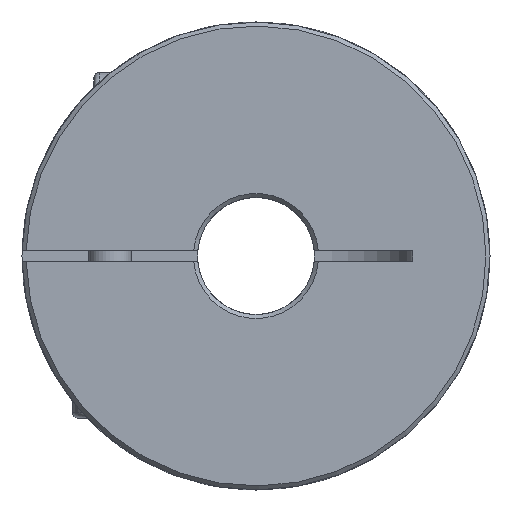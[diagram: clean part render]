
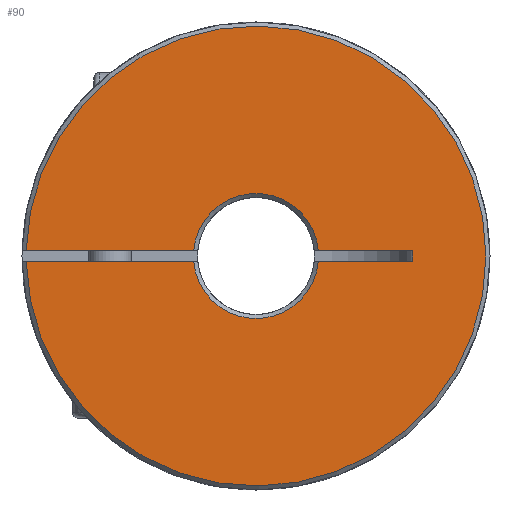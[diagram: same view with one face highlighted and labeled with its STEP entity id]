
A CAD part, left-side view. The second image highlights one B-rep face of the part: STEP entity #90.
In plain terms, the highlighted planar face has unit normal (-1, 0, 0).
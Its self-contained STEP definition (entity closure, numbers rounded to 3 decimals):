
#90 = ADVANCED_FACE ( 'NONE', ( #1992 ), #800, .T. ) ;
#336 = EDGE_CURVE ( 'NONE', #529, #530, #3309, .T. ) ;
#346 = EDGE_CURVE ( 'NONE', #535, #540, #3991, .T. ) ;
#348 = EDGE_CURVE ( 'NONE', #538, #529, #3314, .T. ) ;
#350 = EDGE_CURVE ( 'NONE', #537, #530, #3989, .T. ) ;
#351 = EDGE_CURVE ( 'NONE', #537, #536, #3995, .T. ) ;
#352 = EDGE_CURVE ( 'NONE', #535, #536, #3310, .T. ) ;
#419 = EDGE_CURVE ( 'NONE', #539, #540, #4085, .T. ) ;
#420 = EDGE_CURVE ( 'NONE', #539, #538, #4101, .T. ) ;
#529 = VERTEX_POINT ( 'NONE', #3752 ) ;
#530 = VERTEX_POINT ( 'NONE', #3753 ) ;
#535 = VERTEX_POINT ( 'NONE', #3758 ) ;
#536 = VERTEX_POINT ( 'NONE', #3759 ) ;
#537 = VERTEX_POINT ( 'NONE', #3760 ) ;
#538 = VERTEX_POINT ( 'NONE', #3761 ) ;
#539 = VERTEX_POINT ( 'NONE', #3762 ) ;
#540 = VERTEX_POINT ( 'NONE', #3763 ) ;
#793 = CARTESIAN_POINT ( 'NONE',  ( -25., 0., 0. ) ) ;
#800 = PLANE ( 'NONE',  #2211 ) ;
#803 = DIRECTION ( 'NONE',  ( -1., 0., 0. ) ) ;
#804 = DIRECTION ( 'NONE',  ( 0., -1., 0. ) ) ;
#1097 = ORIENTED_EDGE ( 'NONE', *, *, #352, .T. ) ;
#1098 = ORIENTED_EDGE ( 'NONE', *, *, #351, .F. ) ;
#1099 = ORIENTED_EDGE ( 'NONE', *, *, #350, .T. ) ;
#1100 = ORIENTED_EDGE ( 'NONE', *, *, #336, .F. ) ;
#1101 = ORIENTED_EDGE ( 'NONE', *, *, #348, .F. ) ;
#1102 = ORIENTED_EDGE ( 'NONE', *, *, #420, .F. ) ;
#1103 = ORIENTED_EDGE ( 'NONE', *, *, #419, .T. ) ;
#1104 = ORIENTED_EDGE ( 'NONE', *, *, #346, .F. ) ;
#1663 = EDGE_LOOP ( 'NONE', ( #1097, #1098, #1099, #1100, #1101, #1102, #1103, #1104 ) ) ;
#1992 = FACE_OUTER_BOUND ( 'NONE', #1663, .T. ) ;
#2211 = AXIS2_PLACEMENT_3D ( 'NONE', #793, #803, #804 ) ;
#2350 = AXIS2_PLACEMENT_3D ( 'NONE', #3347, #3349, #3350 ) ;
#2357 = AXIS2_PLACEMENT_3D ( 'NONE', #3371, #3411, #3412 ) ;
#3309 = CIRCLE ( 'NONE', #2350, 5.881 ) ;
#3310 = LINE ( 'NONE', #3423, #3999 ) ;
#3314 = LINE ( 'NONE', #3417, #3988 ) ;
#3347 = CARTESIAN_POINT ( 'NONE',  ( -25., 0., 0. ) ) ;
#3349 = DIRECTION ( 'NONE',  ( -1., 0., 0. ) ) ;
#3350 = DIRECTION ( 'NONE',  ( 0., -1., 0. ) ) ;
#3371 = CARTESIAN_POINT ( 'NONE',  ( -25., 0., 0. ) ) ;
#3411 = DIRECTION ( 'NONE',  ( -1., 0., 0. ) ) ;
#3412 = DIRECTION ( 'NONE',  ( 0., -1., 0. ) ) ;
#3414 = CARTESIAN_POINT ( 'NONE',  ( -25., -14.714, -17.852 ) ) ;
#3417 = CARTESIAN_POINT ( 'NONE',  ( -25., 0., -0.5 ) ) ;
#3418 = DIRECTION ( 'NONE',  ( 0., -1., 0. ) ) ;
#3421 = CARTESIAN_POINT ( 'NONE',  ( -25., -14.714, -0.5 ) ) ;
#3422 = DIRECTION ( 'NONE',  ( 0., 1., 0. ) ) ;
#3423 = CARTESIAN_POINT ( 'NONE',  ( -25., -14.714, 0.5 ) ) ;
#3425 = DIRECTION ( 'NONE',  ( 0., 0., 1. ) ) ;
#3427 = DIRECTION ( 'NONE',  ( 0., -1., 0. ) ) ;
#3581 = CARTESIAN_POINT ( 'NONE',  ( -25., 0., 0. ) ) ;
#3595 = CARTESIAN_POINT ( 'NONE',  ( -25., 0., 0.5 ) ) ;
#3596 = DIRECTION ( 'NONE',  ( 0., -1., 0. ) ) ;
#3598 = DIRECTION ( 'NONE',  ( 1., 0., 0. ) ) ;
#3599 = DIRECTION ( 'NONE',  ( 0., -1., 0. ) ) ;
#3752 = CARTESIAN_POINT ( 'NONE',  ( -25., 5.86, -0.5 ) ) ;
#3753 = CARTESIAN_POINT ( 'NONE',  ( -25., -5.86, -0.5 ) ) ;
#3758 = CARTESIAN_POINT ( 'NONE',  ( -25., -5.86, 0.5 ) ) ;
#3759 = CARTESIAN_POINT ( 'NONE',  ( -25., -14.714, 0.5 ) ) ;
#3760 = CARTESIAN_POINT ( 'NONE',  ( -25., -14.714, -0.5 ) ) ;
#3761 = CARTESIAN_POINT ( 'NONE',  ( -25., 21.613, -0.5 ) ) ;
#3762 = CARTESIAN_POINT ( 'NONE',  ( -25., 21.613, 0.5 ) ) ;
#3763 = CARTESIAN_POINT ( 'NONE',  ( -25., 5.86, 0.5 ) ) ;
#3988 = VECTOR ( 'NONE', #3418, 1000. ) ;
#3989 = LINE ( 'NONE', #3421, #3992 ) ;
#3991 = CIRCLE ( 'NONE', #2357, 5.881 ) ;
#3992 = VECTOR ( 'NONE', #3422, 1000. ) ;
#3995 = LINE ( 'NONE', #3414, #3997 ) ;
#3997 = VECTOR ( 'NONE', #3425, 1000. ) ;
#3999 = VECTOR ( 'NONE', #3427, 1000. ) ;
#4085 = LINE ( 'NONE', #3595, #4088 ) ;
#4088 = VECTOR ( 'NONE', #3596, 1000. ) ;
#4101 = CIRCLE ( 'NONE', #4271, 21.619 ) ;
#4271 = AXIS2_PLACEMENT_3D ( 'NONE', #3581, #3598, #3599 ) ;
